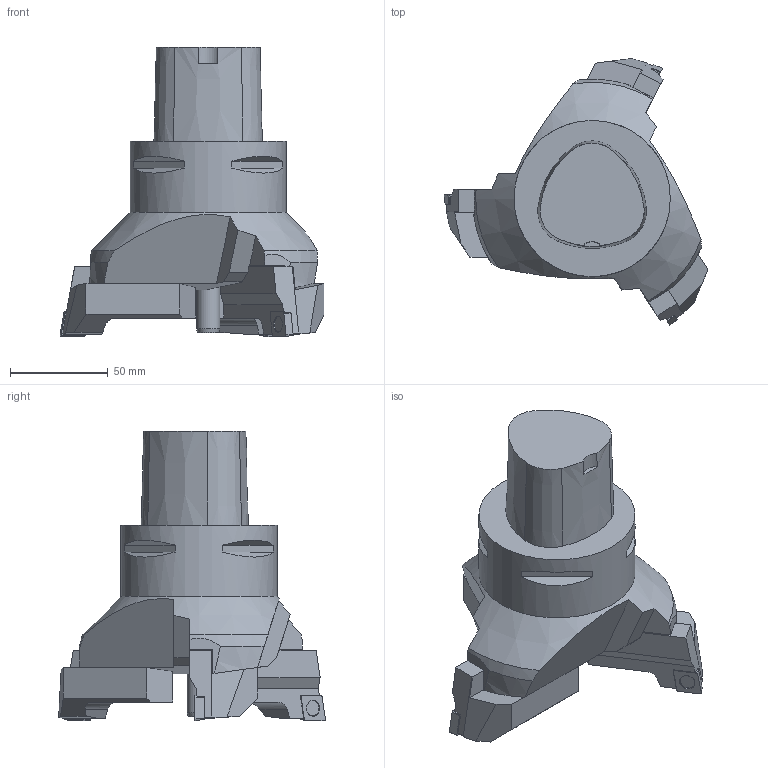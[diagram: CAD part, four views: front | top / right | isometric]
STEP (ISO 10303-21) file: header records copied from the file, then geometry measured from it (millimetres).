
FILE_DESCRIPTION(/* description */ (''),/* implementation_level */ '2;1');
FILE_NAME(/* name */ '1566541854233.stp',/* time_stamp */ '2019-08-23T08:31:01+02:00',/* author */ (''),/* organization */ ('SMS'),/* preprocessor_version */ 'ST-DEVELOPER v16.7',/* originating_system */ 'SIEMENS PLM Software NX 12.0',/* authorisation */ '');
FILE_SCHEMA (('AUTOMOTIVE_DESIGN { 1 0 10303 214 3 1 1 1 }'));
Length unit declared in the file: millimetre
Products named in the file (7): IsoTurningInsert; ASSEMBLY_CONSTRUCTION; 201083234mod000_00; 200956913mod000_01; 201083314mod000_01; 201083459mod000_01
Assembly tree (8 placements, depth 3):
  201083459mod000_01
    200956913mod000_01
    201083314mod000_01  x3
      201083234mod000_00
      ASSEMBLY_CONSTRUCTION
      IsoTurningInsert
    ASSEMBLY_CONSTRUCTION
Bounding box: 135.1 x 136.52 x 148 mm (x, y, z)
Volume: 651287.8 mm3; surface area: 75836.7 mm2
Topology: 7 solids, 7 shells, 184 faces, 479 edges, 343 vertices
Faces by surface type: plane 125, cone 29, cylinder 18, torus 12
Full cylindrical faces by diameter (mm): 5.5 x6, 12.012 x1, 80 x1
Entity records: 3469 total; most frequent: CARTESIAN_POINT 703, DIRECTION 540, ORIENTED_EDGE 492, EDGE_CURVE 246, AXIS2_PLACEMENT_3D 192, VERTEX_POINT 169, LINE 156, VECTOR 156
